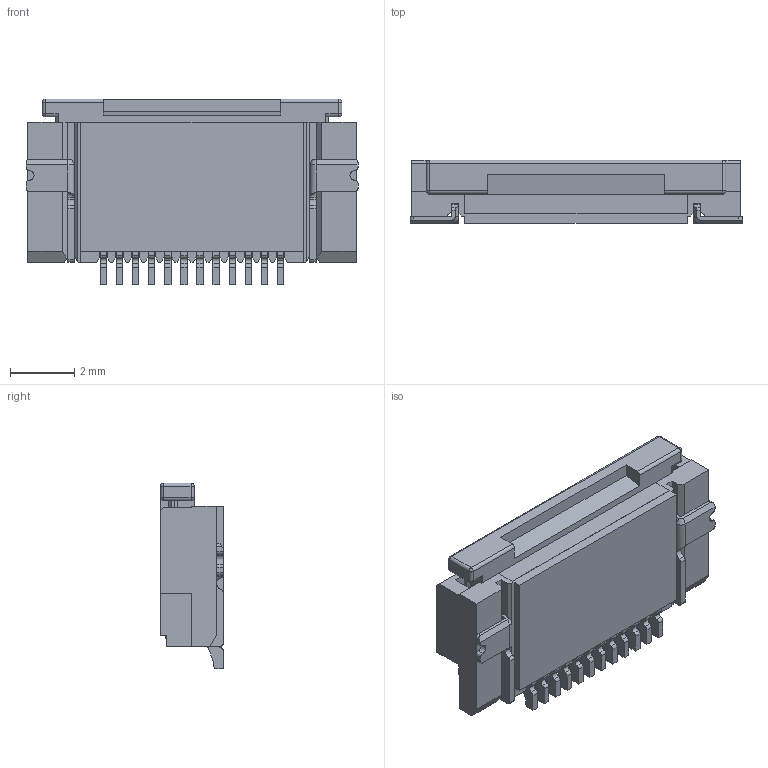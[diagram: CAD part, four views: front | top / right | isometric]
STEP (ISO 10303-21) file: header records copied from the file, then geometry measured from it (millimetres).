
FILE_DESCRIPTION (( 'STEP AP203' ), '1' );
FILE_NAME ('CF3112xD0x0-05-NH.STEP', '2018-06-26T08:32:30', ( '' ), ( '' ), 'SwSTEP 2.0', 'SolidWorks 2017', '' );
FILE_SCHEMA (( 'CONFIG_CONTROL_DESIGN' ));
Products named in the file (1): CF3112xD0x0-05-NH
Bounding box: 10.3 x 1.96 x 5.77 mm (x, y, z)
Volume: 79.7 mm3; surface area: 497.7 mm2
Topology: 17 solids, 17 shells, 1508 faces, 4404 edges, 2882 vertices
Faces by surface type: plane 897, cylinder 575, bspline 34, cone 2
Entity records: 50699 total; most frequent: CARTESIAN_POINT 9853, ORIENTED_EDGE 8808, DIRECTION 8442, EDGE_CURVE 4404, VECTOR 3196, LINE 3196, VERTEX_POINT 2882, AXIS2_PLACEMENT_3D 2623
